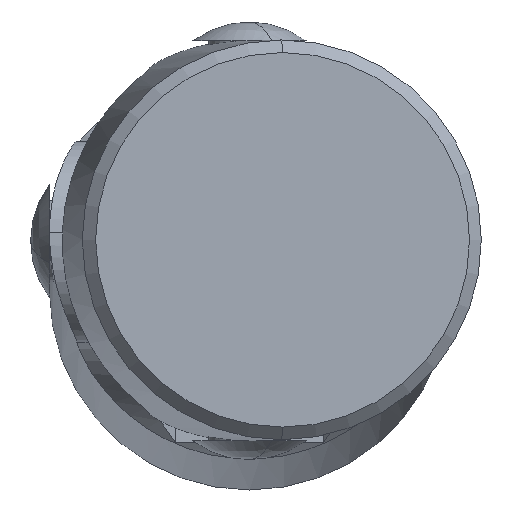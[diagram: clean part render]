
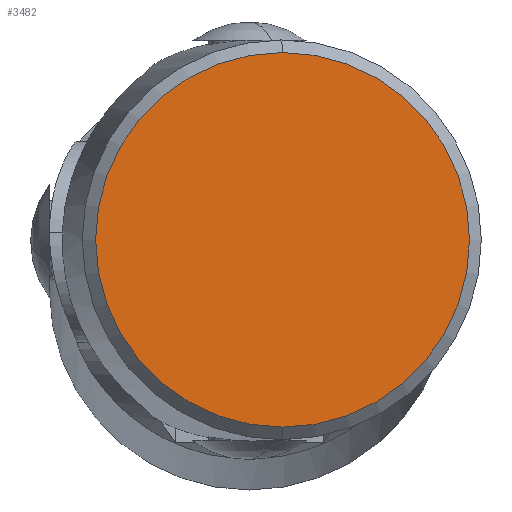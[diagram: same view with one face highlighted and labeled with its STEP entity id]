
A CAD part, top view. The second image highlights one B-rep face of the part: STEP entity #3482.
In plain terms, the highlighted face is planar.
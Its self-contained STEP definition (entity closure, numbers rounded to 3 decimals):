
#6=CARTESIAN_POINT('',(0.,0.,0.));
#7=DIRECTION('',(0.,0.,1.));
#8=DIRECTION('',(-1.,0.,0.));
#9=AXIS2_PLACEMENT_3D('',#6,#7,#8);
#11=CARTESIAN_POINT('',(0.,0.,0.));
#12=DIRECTION('',(0.,0.,1.));
#13=DIRECTION('',(1.,0.,0.));
#14=AXIS2_PLACEMENT_3D('',#11,#12,#13);
#3392=CARTESIAN_POINT('',(14.875,0.,0.));
#3393=CARTESIAN_POINT('',(-14.875,0.,0.));
#3394=VERTEX_POINT('',#3392);
#3395=VERTEX_POINT('',#3393);
#3472=CARTESIAN_POINT('',(0.,0.,0.));
#3473=DIRECTION('',(0.,0.,1.));
#3474=DIRECTION('',(1.,0.,0.));
#3475=AXIS2_PLACEMENT_3D('',#3472,#3473,#3474);
#3476=PLANE('',#3475);
#3478=ORIENTED_EDGE('',*,*,#3477,.T.);
#3479=ORIENTED_EDGE('',*,*,#3461,.T.);
#3480=EDGE_LOOP('',(#3478,#3479));
#3481=FACE_OUTER_BOUND('',#3480,.F.);
#3482=ADVANCED_FACE('',(#3481),#3476,.F.);
#10=CIRCLE('',#9,14.875);
#15=CIRCLE('',#14,14.875);
#3461=EDGE_CURVE('',#3394,#3395,#15,.T.);
#3477=EDGE_CURVE('',#3395,#3394,#10,.T.);
